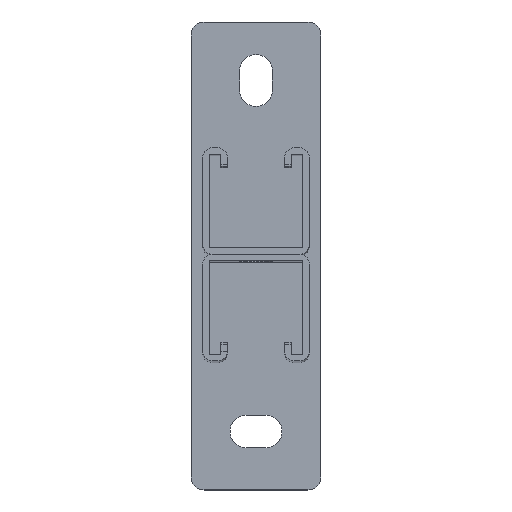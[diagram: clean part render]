
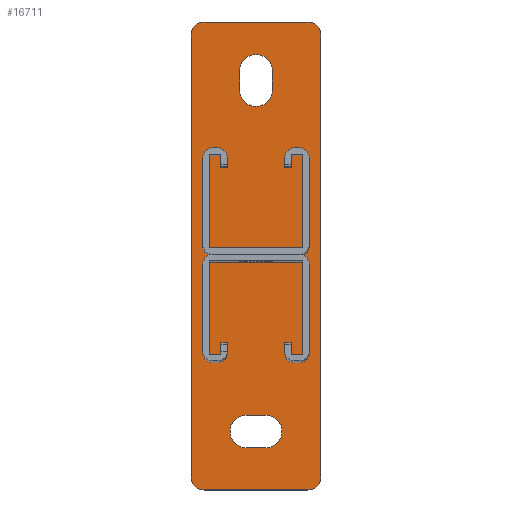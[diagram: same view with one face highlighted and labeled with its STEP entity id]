
A CAD part, top view. The second image highlights one B-rep face of the part: STEP entity #16711.
In plain terms, the highlighted planar face has unit normal (0, 0, 1).
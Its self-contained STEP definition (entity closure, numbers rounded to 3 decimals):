
#132 = LINE ( 'NONE', #17914, #13774 ) ;
#404 = VERTEX_POINT ( 'NONE', #2699 ) ;
#425 = CARTESIAN_POINT ( 'NONE',  ( -6.25, 71.25, 0. ) ) ;
#679 = EDGE_CURVE ( 'NONE', #4915, #8452, #11918, .T. ) ;
#690 = VERTEX_POINT ( 'NONE', #21289 ) ;
#791 = DIRECTION ( 'NONE',  ( 1., 0., 0. ) ) ;
#840 = VECTOR ( 'NONE', #13120, 1000. ) ;
#1070 = LINE ( 'NONE', #20608, #12188 ) ;
#1533 = EDGE_CURVE ( 'NONE', #4934, #5488, #19622, .T. ) ;
#1660 = EDGE_CURVE ( 'NONE', #14590, #404, #19903, .T. ) ;
#1698 = EDGE_CURVE ( 'NONE', #8452, #18835, #23011, .T. ) ;
#1717 = CARTESIAN_POINT ( 'NONE',  ( 0., 71.25, 0. ) ) ;
#1924 = CARTESIAN_POINT ( 'NONE',  ( 10., -67.5, 0. ) ) ;
#2011 = CIRCLE ( 'NONE', #10743, 5. ) ;
#2068 = ORIENTED_EDGE ( 'NONE', *, *, #20734, .F. ) ;
#2107 = CIRCLE ( 'NONE', #17247, 6.25 ) ;
#2132 = CARTESIAN_POINT ( 'NONE',  ( 20., -85., 0. ) ) ;
#2699 = CARTESIAN_POINT ( 'NONE',  ( -25., 85., 0. ) ) ;
#3323 = AXIS2_PLACEMENT_3D ( 'NONE', #22628, #18841, #20890 ) ;
#3408 = CARTESIAN_POINT ( 'NONE',  ( 20., -90., 0. ) ) ;
#3741 = CIRCLE ( 'NONE', #3323, 5. ) ;
#3843 = VECTOR ( 'NONE', #22501, 1000. ) ;
#3911 = VECTOR ( 'NONE', #13041, 1000. ) ;
#3939 = VERTEX_POINT ( 'NONE', #21098 ) ;
#4023 = CARTESIAN_POINT ( 'NONE',  ( -20., 90., 0. ) ) ;
#4262 = ORIENTED_EDGE ( 'NONE', *, *, #5442, .F. ) ;
#4506 = ORIENTED_EDGE ( 'NONE', *, *, #7745, .F. ) ;
#4538 = EDGE_CURVE ( 'NONE', #404, #5584, #132, .T. ) ;
#4689 = DIRECTION ( 'NONE',  ( 0., 0., 1. ) ) ;
#4915 = VERTEX_POINT ( 'NONE', #22013 ) ;
#4934 = VERTEX_POINT ( 'NONE', #13557 ) ;
#4978 = EDGE_CURVE ( 'NONE', #5584, #690, #3741, .T. ) ;
#5015 = DIRECTION ( 'NONE',  ( 0., 0., 1. ) ) ;
#5203 = VECTOR ( 'NONE', #7780, 1000. ) ;
#5325 = CARTESIAN_POINT ( 'NONE',  ( 6.25, 71.25, 0. ) ) ;
#5442 = EDGE_CURVE ( 'NONE', #5488, #4915, #15397, .T. ) ;
#5488 = VERTEX_POINT ( 'NONE', #15095 ) ;
#5584 = VERTEX_POINT ( 'NONE', #14587 ) ;
#5737 = ORIENTED_EDGE ( 'NONE', *, *, #5968, .T. ) ;
#5968 = EDGE_CURVE ( 'NONE', #3939, #13214, #2011, .T. ) ;
#6096 = DIRECTION ( 'NONE',  ( 0., 0., 1. ) ) ;
#6255 = DIRECTION ( 'NONE',  ( 1., 0., 0. ) ) ;
#6322 = CARTESIAN_POINT ( 'NONE',  ( -3.75, -67.5, 0. ) ) ;
#6347 = EDGE_CURVE ( 'NONE', #9927, #15297, #12830, .T. ) ;
#6492 = VERTEX_POINT ( 'NONE', #19334 ) ;
#6580 = DIRECTION ( 'NONE',  ( 1., 0., 0. ) ) ;
#6751 = CARTESIAN_POINT ( 'NONE',  ( -20., 85., 0. ) ) ;
#6766 = ORIENTED_EDGE ( 'NONE', *, *, #1660, .T. ) ;
#6878 = CARTESIAN_POINT ( 'NONE',  ( 20., 85., 0. ) ) ;
#6952 = DIRECTION ( 'NONE',  ( 0., 1., 0. ) ) ;
#7108 = DIRECTION ( 'NONE',  ( 1., 0., 0. ) ) ;
#7503 = VERTEX_POINT ( 'NONE', #425 ) ;
#7745 = EDGE_CURVE ( 'NONE', #7503, #17578, #1070, .T. ) ;
#7769 = CARTESIAN_POINT ( 'NONE',  ( 20., 90., 0. ) ) ;
#7780 = DIRECTION ( 'NONE',  ( -1., 0., 0. ) ) ;
#7836 = EDGE_CURVE ( 'NONE', #15605, #6492, #11059, .T. ) ;
#8120 = ORIENTED_EDGE ( 'NONE', *, *, #1698, .F. ) ;
#8452 = VERTEX_POINT ( 'NONE', #12329 ) ;
#8660 = EDGE_LOOP ( 'NONE', ( #2068, #19792, #12529, #4506 ) ) ;
#8770 = DIRECTION ( 'NONE',  ( 0., 0., 1. ) ) ;
#8907 = DIRECTION ( 'NONE',  ( 1., 0., 0. ) ) ;
#9160 = LINE ( 'NONE', #14744, #3911 ) ;
#9611 = ORIENTED_EDGE ( 'NONE', *, *, #9771, .T. ) ;
#9771 = EDGE_CURVE ( 'NONE', #690, #9927, #11338, .T. ) ;
#9927 = VERTEX_POINT ( 'NONE', #3408 ) ;
#10567 = FACE_BOUND ( 'NONE', #14404, .T. ) ;
#10743 = AXIS2_PLACEMENT_3D ( 'NONE', #6878, #12082, #22872 ) ;
#10872 = DIRECTION ( 'NONE',  ( 1., 0., 0. ) ) ;
#11059 = LINE ( 'NONE', #5325, #16086 ) ;
#11338 = LINE ( 'NONE', #15471, #3843 ) ;
#11635 = ORIENTED_EDGE ( 'NONE', *, *, #13231, .T. ) ;
#11701 = FACE_OUTER_BOUND ( 'NONE', #12702, .T. ) ;
#11918 = LINE ( 'NONE', #15967, #21060 ) ;
#12003 = PLANE ( 'NONE',  #20880 ) ;
#12011 = DIRECTION ( 'NONE',  ( 0., -1., 0. ) ) ;
#12082 = DIRECTION ( 'NONE',  ( 0., 0., 1. ) ) ;
#12188 = VECTOR ( 'NONE', #12011, 1000. ) ;
#12329 = CARTESIAN_POINT ( 'NONE',  ( 3.75, -73.75, 0. ) ) ;
#12401 = DIRECTION ( 'NONE',  ( 0., -1., 0. ) ) ;
#12529 = ORIENTED_EDGE ( 'NONE', *, *, #15476, .F. ) ;
#12679 = ORIENTED_EDGE ( 'NONE', *, *, #4978, .T. ) ;
#12702 = EDGE_LOOP ( 'NONE', ( #14612, #12679, #9611, #14079, #11635, #5737, #20595, #6766 ) ) ;
#12806 = FACE_BOUND ( 'NONE', #8660, .T. ) ;
#12830 = CIRCLE ( 'NONE', #14463, 5. ) ;
#13041 = DIRECTION ( 'NONE',  ( 0., 1., 0. ) ) ;
#13120 = DIRECTION ( 'NONE',  ( -1., 0., 0. ) ) ;
#13214 = VERTEX_POINT ( 'NONE', #7769 ) ;
#13231 = EDGE_CURVE ( 'NONE', #15297, #3939, #9160, .T. ) ;
#13248 = CARTESIAN_POINT ( 'NONE',  ( 3.75, -67.5, 0. ) ) ;
#13285 = EDGE_CURVE ( 'NONE', #13214, #14590, #16406, .T. ) ;
#13557 = CARTESIAN_POINT ( 'NONE',  ( 3.75, -61.25, 0. ) ) ;
#13774 = VECTOR ( 'NONE', #12401, 1000. ) ;
#14079 = ORIENTED_EDGE ( 'NONE', *, *, #6347, .T. ) ;
#14404 = EDGE_LOOP ( 'NONE', ( #4262, #19642, #18663, #8120, #21576 ) ) ;
#14463 = AXIS2_PLACEMENT_3D ( 'NONE', #2132, #18284, #21676 ) ;
#14503 = CIRCLE ( 'NONE', #19109, 6.25 ) ;
#14587 = CARTESIAN_POINT ( 'NONE',  ( -25., -85., 0. ) ) ;
#14590 = VERTEX_POINT ( 'NONE', #4023 ) ;
#14612 = ORIENTED_EDGE ( 'NONE', *, *, #4538, .T. ) ;
#14666 = CARTESIAN_POINT ( 'NONE',  ( -25., 90., 0. ) ) ;
#14744 = CARTESIAN_POINT ( 'NONE',  ( 25., 90., 0. ) ) ;
#15095 = CARTESIAN_POINT ( 'NONE',  ( -3.75, -61.25, 0. ) ) ;
#15262 = EDGE_CURVE ( 'NONE', #18835, #4934, #14503, .T. ) ;
#15297 = VERTEX_POINT ( 'NONE', #21995 ) ;
#15397 = CIRCLE ( 'NONE', #18038, 6.25 ) ;
#15471 = CARTESIAN_POINT ( 'NONE',  ( -25., -90., 0. ) ) ;
#15476 = EDGE_CURVE ( 'NONE', #17578, #15605, #19208, .T. ) ;
#15568 = DIRECTION ( 'NONE',  ( 1., 0., 0. ) ) ;
#15578 = CARTESIAN_POINT ( 'NONE',  ( -6.25, 63.75, 0. ) ) ;
#15605 = VERTEX_POINT ( 'NONE', #22692 ) ;
#15768 = DIRECTION ( 'NONE',  ( 0., 0., 1. ) ) ;
#15967 = CARTESIAN_POINT ( 'NONE',  ( -3.75, -73.75, 0. ) ) ;
#16043 = DIRECTION ( 'NONE',  ( 0., 0., 1. ) ) ;
#16086 = VECTOR ( 'NONE', #6952, 1000. ) ;
#16406 = LINE ( 'NONE', #14666, #840 ) ;
#16711 = ADVANCED_FACE ( 'NONE', ( #10567, #12806, #11701 ), #12003, .T. ) ;
#16745 = AXIS2_PLACEMENT_3D ( 'NONE', #19399, #8770, #15568 ) ;
#17247 = AXIS2_PLACEMENT_3D ( 'NONE', #1717, #16043, #10872 ) ;
#17578 = VERTEX_POINT ( 'NONE', #15578 ) ;
#17914 = CARTESIAN_POINT ( 'NONE',  ( -25., 90., 0. ) ) ;
#18038 = AXIS2_PLACEMENT_3D ( 'NONE', #6322, #4689, #791 ) ;
#18284 = DIRECTION ( 'NONE',  ( 0., 0., 1. ) ) ;
#18486 = CARTESIAN_POINT ( 'NONE',  ( -3.75, -61.25, 0. ) ) ;
#18663 = ORIENTED_EDGE ( 'NONE', *, *, #15262, .F. ) ;
#18835 = VERTEX_POINT ( 'NONE', #1924 ) ;
#18841 = DIRECTION ( 'NONE',  ( 0., 0., 1. ) ) ;
#19109 = AXIS2_PLACEMENT_3D ( 'NONE', #13248, #6096, #6255 ) ;
#19162 = DIRECTION ( 'NONE',  ( 0., 0., 1. ) ) ;
#19208 = CIRCLE ( 'NONE', #16745, 6.25 ) ;
#19334 = CARTESIAN_POINT ( 'NONE',  ( 6.25, 71.25, 0. ) ) ;
#19399 = CARTESIAN_POINT ( 'NONE',  ( 0., 63.75, 0. ) ) ;
#19622 = LINE ( 'NONE', #18486, #5203 ) ;
#19642 = ORIENTED_EDGE ( 'NONE', *, *, #1533, .F. ) ;
#19792 = ORIENTED_EDGE ( 'NONE', *, *, #7836, .F. ) ;
#19903 = CIRCLE ( 'NONE', #20925, 5. ) ;
#20595 = ORIENTED_EDGE ( 'NONE', *, *, #13285, .T. ) ;
#20608 = CARTESIAN_POINT ( 'NONE',  ( -6.25, 71.25, 0. ) ) ;
#20680 = CARTESIAN_POINT ( 'NONE',  ( 0., 0., 0. ) ) ;
#20734 = EDGE_CURVE ( 'NONE', #6492, #7503, #2107, .T. ) ;
#20880 = AXIS2_PLACEMENT_3D ( 'NONE', #20680, #5015, #6580 ) ;
#20890 = DIRECTION ( 'NONE',  ( 1., 0., 0. ) ) ;
#20925 = AXIS2_PLACEMENT_3D ( 'NONE', #6751, #19162, #22586 ) ;
#21060 = VECTOR ( 'NONE', #7108, 1000. ) ;
#21098 = CARTESIAN_POINT ( 'NONE',  ( 25., 85., 0. ) ) ;
#21241 = CARTESIAN_POINT ( 'NONE',  ( 3.75, -67.5, 0. ) ) ;
#21289 = CARTESIAN_POINT ( 'NONE',  ( -20., -90., 0. ) ) ;
#21576 = ORIENTED_EDGE ( 'NONE', *, *, #679, .F. ) ;
#21676 = DIRECTION ( 'NONE',  ( 1., 0., 0. ) ) ;
#21995 = CARTESIAN_POINT ( 'NONE',  ( 25., -85., 0. ) ) ;
#22013 = CARTESIAN_POINT ( 'NONE',  ( -3.75, -73.75, 0. ) ) ;
#22141 = AXIS2_PLACEMENT_3D ( 'NONE', #21241, #15768, #8907 ) ;
#22501 = DIRECTION ( 'NONE',  ( 1., 0., 0. ) ) ;
#22586 = DIRECTION ( 'NONE',  ( 1., 0., 0. ) ) ;
#22628 = CARTESIAN_POINT ( 'NONE',  ( -20., -85., 0. ) ) ;
#22692 = CARTESIAN_POINT ( 'NONE',  ( 6.25, 63.75, 0. ) ) ;
#22872 = DIRECTION ( 'NONE',  ( 1., 0., 0. ) ) ;
#23011 = CIRCLE ( 'NONE', #22141, 6.25 ) ;
